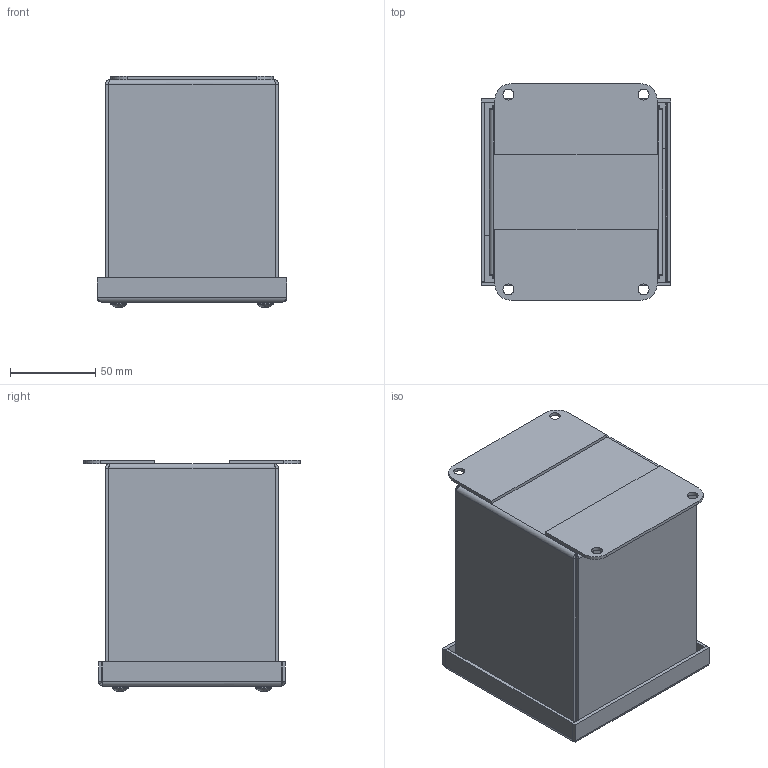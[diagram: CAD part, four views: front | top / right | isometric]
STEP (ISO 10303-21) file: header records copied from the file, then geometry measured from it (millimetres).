
FILE_DESCRIPTION(/* description */ ('4.32 x 4.38 LID'),/* implementation_level */ '2;1');
FILE_NAME(/* name */ 'PBXD1.stp',/* time_stamp */ '2017-02-01T18:53:19+05:00',/* author */ ('vdas'),/* organization */ (''),/* preprocessor_version */ 'ST-DEVELOPER v16.1',/* originating_system */ 'Autodesk Inventor 2016',/* authorisation */ '');
FILE_SCHEMA (('AUTOMOTIVE_DESIGN { 1 0 10303 214 3 1 1 }'));
Length unit declared in the file: inch
Products named in the file (9): PBXD1LID; 372163; 39077; PBXD1BKP; 34984; 38837; 34822; 316201; PBXD1
Assembly tree (20 placements, depth 2):
  PBXD1
    PBXD1LID
    372163  x4
    39077  x4
    PBXD1BKP
    34984  x4
    38837  x2
    34822  x2
    316201  x2
Bounding box: 111.25 x 127 x 135.79 mm (x, y, z)
Volume: 192975.3 mm3; surface area: 196935.4 mm2
Topology: 20 solids, 20 shells, 504 faces, 1220 edges, 770 vertices
Faces by surface type: plane 290, cylinder 100, cone 66, torus 24, bspline 20, sphere 4
Full cylindrical faces by diameter (mm): 3.962 x4, 4.826 x6, 4.978 x4, 6.299 x4, 6.35 x6, 6.528 x4, 7.061 x4, 7.137 x4, 7.95 x4, 9.474 x4, 10.312 x4, 11.506 x4
Entity records: 8396 total; most frequent: CARTESIAN_POINT 2203, DIRECTION 1168, ORIENTED_EDGE 1162, EDGE_CURVE 581, AXIS2_PLACEMENT_3D 400, VERTEX_POINT 369, LINE 368, VECTOR 368
